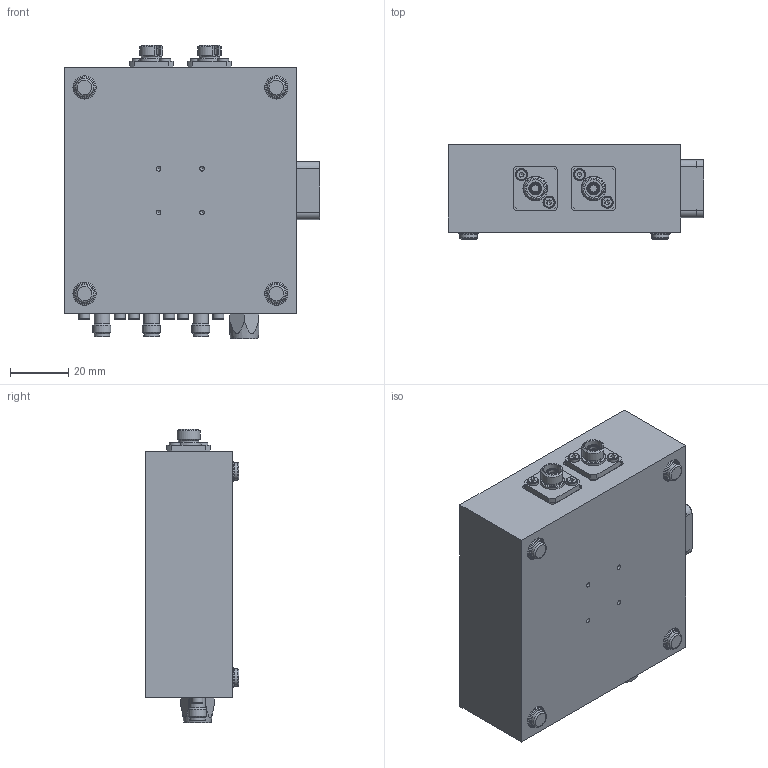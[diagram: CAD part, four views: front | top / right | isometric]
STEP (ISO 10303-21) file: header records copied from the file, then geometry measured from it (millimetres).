
FILE_DESCRIPTION (( 'STEP AP214' ), '1' );
FILE_NAME ('20.07.10_PDB482C_WEB.STEP', '2020-07-10T15:09:26', ( '' ), ( '' ), 'SwSTEP 2.0', 'SolidWorks 2018', '' );
FILE_SCHEMA (( 'AUTOMOTIVE_DESIGN' ));
Length unit declared in the file: millimetre
Products named in the file (1): 20.07.10_PDB482C_WEB
Bounding box: 88 x 32.3 x 101 mm (x, y, z)
Surface area: 86774.7 mm2 (no closed solid volume)
Topology: 0 solids, 82 shells, 2512 faces, 6375 edges, 4192 vertices
Faces by surface type: plane 1667, bspline 434, cylinder 290, cone 85, torus 36
Full cylindrical faces by diameter (mm): 0.8 x3, 1 x6, 1.27 x3, 1.5 x3, 1.567 x4, 1.6 x29, 1.7 x2, 2 x14, 2.3 x8, 2.4 x8, 2.6 x6, 2.7 x4, 3 x1, 3.1 x1, 3.2 x2, 3.3 x1, 3.4 x1, 3.454 x1, 3.8 x14, 4.1 x6, 4.2 x11, 4.36 x4, 4.4 x8, 4.5 x4, 4.7 x3, 5.3 x6, 5.6 x1, 5.95 x2, 6 x8, 6.1 x4
Entity records: 123658 total; most frequent: CARTESIAN_POINT 38903, ORIENTED_EDGE 11914, DIRECTION 9921, EDGE_CURVE 5957, VECTOR 4311, LINE 4311, VERTEX_POINT 4089, EDGE_LOOP 3120
